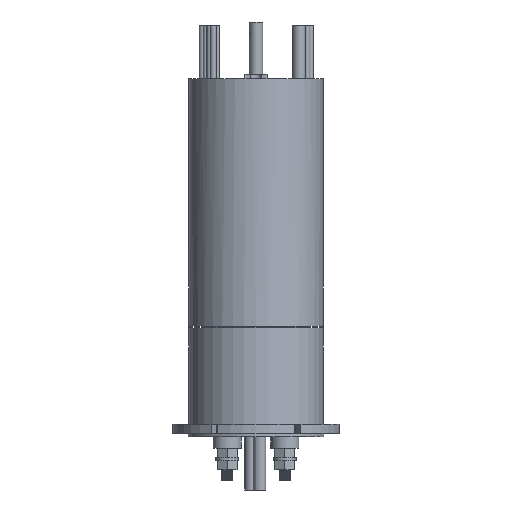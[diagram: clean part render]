
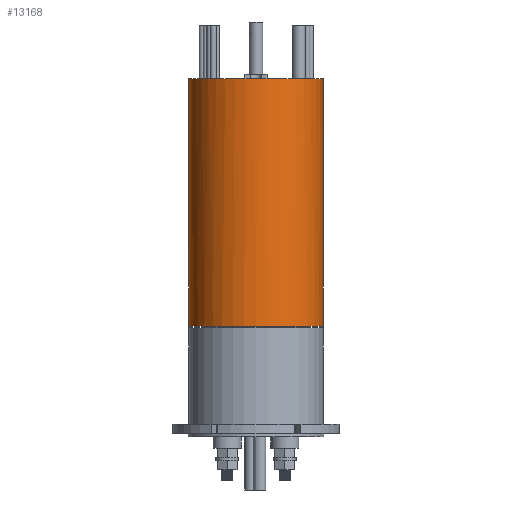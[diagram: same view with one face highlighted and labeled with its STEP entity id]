
A CAD part, front view. The second image highlights one B-rep face of the part: STEP entity #13168.
In plain terms, the highlighted cylindrical face has radius 59.5 mm (diameter 119 mm), a partial arc.
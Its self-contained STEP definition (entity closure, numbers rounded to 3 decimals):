
#576 = CARTESIAN_POINT ( 'NONE',  ( -9.75, -58.696, 219. ) ) ;
#799 = VERTEX_POINT ( 'NONE', #12851 ) ;
#833 = VERTEX_POINT ( 'NONE', #4481 ) ;
#1242 = EDGE_CURVE ( 'NONE', #799, #3876, #10763, .T. ) ;
#1756 = EDGE_CURVE ( 'NONE', #3876, #11222, #13920, .T. ) ;
#1908 = ORIENTED_EDGE ( 'NONE', *, *, #13346, .T. ) ;
#2036 = CARTESIAN_POINT ( 'NONE',  ( 0., 0., 0. ) ) ;
#2408 = ORIENTED_EDGE ( 'NONE', *, *, #13187, .F. ) ;
#2631 = CARTESIAN_POINT ( 'NONE',  ( 0., 0., 219. ) ) ;
#2654 = DIRECTION ( 'NONE',  ( 0., 0., -1. ) ) ;
#2792 = AXIS2_PLACEMENT_3D ( 'NONE', #2631, #11074, #3853 ) ;
#3268 = DIRECTION ( 'NONE',  ( 1., 0., 0. ) ) ;
#3335 = CARTESIAN_POINT ( 'NONE',  ( 0., 0., 219. ) ) ;
#3545 = VERTEX_POINT ( 'NONE', #576 ) ;
#3618 = AXIS2_PLACEMENT_3D ( 'NONE', #9824, #6130, #11028 ) ;
#3791 = CIRCLE ( 'NONE', #12097, 59.5 ) ;
#3853 = DIRECTION ( 'NONE',  ( 1., 0., 0. ) ) ;
#3876 = VERTEX_POINT ( 'NONE', #7182 ) ;
#4213 = ORIENTED_EDGE ( 'NONE', *, *, #1756, .F. ) ;
#4330 = FACE_OUTER_BOUND ( 'NONE', #5925, .T. ) ;
#4481 = CARTESIAN_POINT ( 'NONE',  ( -59.5, 0., 219. ) ) ;
#4567 = DIRECTION ( 'NONE',  ( 1., 0., 0. ) ) ;
#5665 = ORIENTED_EDGE ( 'NONE', *, *, #12280, .T. ) ;
#5925 = EDGE_LOOP ( 'NONE', ( #4213, #7458, #2408, #12810, #1908, #5665 ) ) ;
#6130 = DIRECTION ( 'NONE',  ( 0., 0., -1. ) ) ;
#6390 = CARTESIAN_POINT ( 'NONE',  ( -59.5, 0., 219. ) ) ;
#6414 = CYLINDRICAL_SURFACE ( 'NONE', #3618, 59.5 ) ;
#6579 = CARTESIAN_POINT ( 'NONE',  ( 0., 0., 219. ) ) ;
#7182 = CARTESIAN_POINT ( 'NONE',  ( 59.5, 0., 219. ) ) ;
#7458 = ORIENTED_EDGE ( 'NONE', *, *, #1242, .F. ) ;
#7790 = DIRECTION ( 'NONE',  ( 1., 0., 0. ) ) ;
#8105 = LINE ( 'NONE', #6390, #14112 ) ;
#8614 = CARTESIAN_POINT ( 'NONE',  ( 59.5, 0., 219. ) ) ;
#9716 = CARTESIAN_POINT ( 'NONE',  ( 59.5, 0., 0. ) ) ;
#9824 = CARTESIAN_POINT ( 'NONE',  ( 0., 0., 219. ) ) ;
#9993 = CIRCLE ( 'NONE', #2792, 59.5 ) ;
#10155 = CIRCLE ( 'NONE', #14279, 59.5 ) ;
#10484 = DIRECTION ( 'NONE',  ( 0., 0., 1. ) ) ;
#10745 = VECTOR ( 'NONE', #2654, 1000. ) ;
#10763 = CIRCLE ( 'NONE', #15287, 59.5 ) ;
#11028 = DIRECTION ( 'NONE',  ( -1., 0., 0. ) ) ;
#11074 = DIRECTION ( 'NONE',  ( 0., 0., 1. ) ) ;
#11222 = VERTEX_POINT ( 'NONE', #9716 ) ;
#11780 = DIRECTION ( 'NONE',  ( 0., 0., 1. ) ) ;
#12097 = AXIS2_PLACEMENT_3D ( 'NONE', #2036, #10484, #3268 ) ;
#12280 = EDGE_CURVE ( 'NONE', #12371, #11222, #3791, .T. ) ;
#12371 = VERTEX_POINT ( 'NONE', #15580 ) ;
#12429 = DIRECTION ( 'NONE',  ( 0., 0., -1. ) ) ;
#12810 = ORIENTED_EDGE ( 'NONE', *, *, #14078, .F. ) ;
#12851 = CARTESIAN_POINT ( 'NONE',  ( 9.75, -58.696, 219. ) ) ;
#13168 = ADVANCED_FACE ( 'NONE', ( #4330 ), #6414, .T. ) ;
#13187 = EDGE_CURVE ( 'NONE', #3545, #799, #9993, .T. ) ;
#13346 = EDGE_CURVE ( 'NONE', #833, #12371, #8105, .T. ) ;
#13920 = LINE ( 'NONE', #8614, #10745 ) ;
#14078 = EDGE_CURVE ( 'NONE', #833, #3545, #10155, .T. ) ;
#14112 = VECTOR ( 'NONE', #12429, 1000. ) ;
#14279 = AXIS2_PLACEMENT_3D ( 'NONE', #3335, #11780, #4567 ) ;
#14993 = DIRECTION ( 'NONE',  ( 0., 0., 1. ) ) ;
#15287 = AXIS2_PLACEMENT_3D ( 'NONE', #6579, #14993, #7790 ) ;
#15580 = CARTESIAN_POINT ( 'NONE',  ( -59.5, 0., 0. ) ) ;
